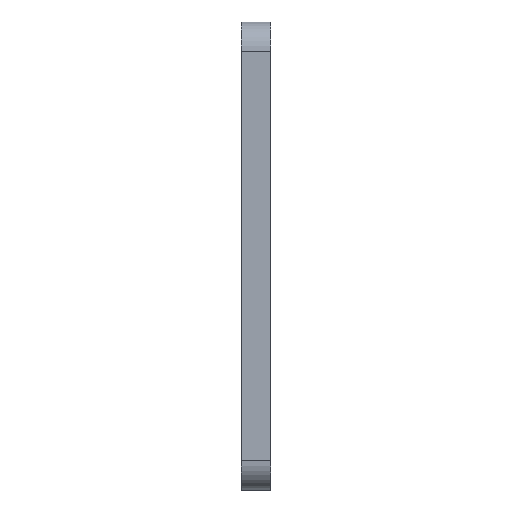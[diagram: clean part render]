
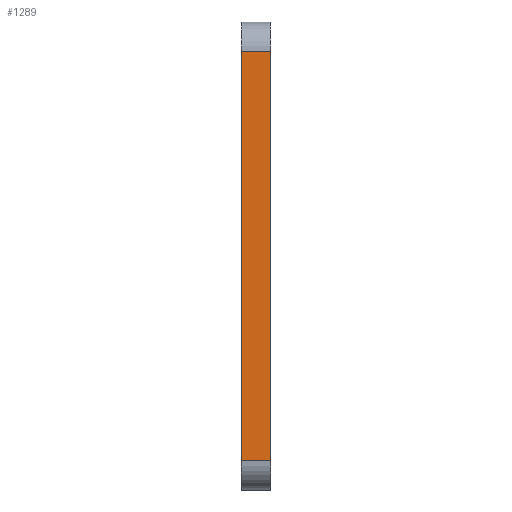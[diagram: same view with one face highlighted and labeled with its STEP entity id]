
A CAD part, left-side view. The second image highlights one B-rep face of the part: STEP entity #1289.
In plain terms, the highlighted planar face has unit normal (-1, 0, 0).
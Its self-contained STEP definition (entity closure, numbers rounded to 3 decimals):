
#50=DIRECTION('',(0.,0.,1.));
#51=VECTOR('',#50,70.);
#52=CARTESIAN_POINT('',(-50.,0.,-35.));
#53=LINE('',#52,#51);
#335=DIRECTION('',(0.,-1.,0.));
#336=VECTOR('',#335,5.);
#337=CARTESIAN_POINT('',(-50.,5.,-35.));
#338=LINE('',#337,#336);
#342=DIRECTION('',(0.,-1.,0.));
#343=VECTOR('',#342,5.);
#344=CARTESIAN_POINT('',(-50.,5.,35.));
#345=LINE('',#344,#343);
#401=DIRECTION('',(0.,0.,1.));
#402=VECTOR('',#401,70.);
#403=CARTESIAN_POINT('',(-50.,5.,-35.));
#404=LINE('',#403,#402);
#1003=CARTESIAN_POINT('',(-50.,0.,-35.));
#1005=VERTEX_POINT('',#1003);
#1009=CARTESIAN_POINT('',(-50.,5.,-35.));
#1010=VERTEX_POINT('',#1009);
#1012=CARTESIAN_POINT('',(-50.,0.,35.));
#1014=VERTEX_POINT('',#1012);
#1015=CARTESIAN_POINT('',(-50.,5.,35.));
#1016=VERTEX_POINT('',#1015);
#1276=CARTESIAN_POINT('',(-50.,0.,-40.));
#1277=DIRECTION('',(-1.,0.,0.));
#1278=DIRECTION('',(0.,0.,1.));
#1279=AXIS2_PLACEMENT_3D('',#1276,#1277,#1278);
#1280=PLANE('',#1279);
#1282=ORIENTED_EDGE('',*,*,#1281,.F.);
#1284=ORIENTED_EDGE('',*,*,#1283,.T.);
#1285=ORIENTED_EDGE('',*,*,#1268,.T.);
#1286=ORIENTED_EDGE('',*,*,#1102,.F.);
#1287=EDGE_LOOP('',(#1282,#1284,#1285,#1286));
#1288=FACE_OUTER_BOUND('',#1287,.F.);
#1102=EDGE_CURVE('',#1005,#1014,#53,.T.);
#1268=EDGE_CURVE('',#1016,#1014,#345,.T.);
#1281=EDGE_CURVE('',#1010,#1005,#338,.T.);
#1283=EDGE_CURVE('',#1010,#1016,#404,.T.);
#1289=ADVANCED_FACE('',(#1288),#1280,.T.);
